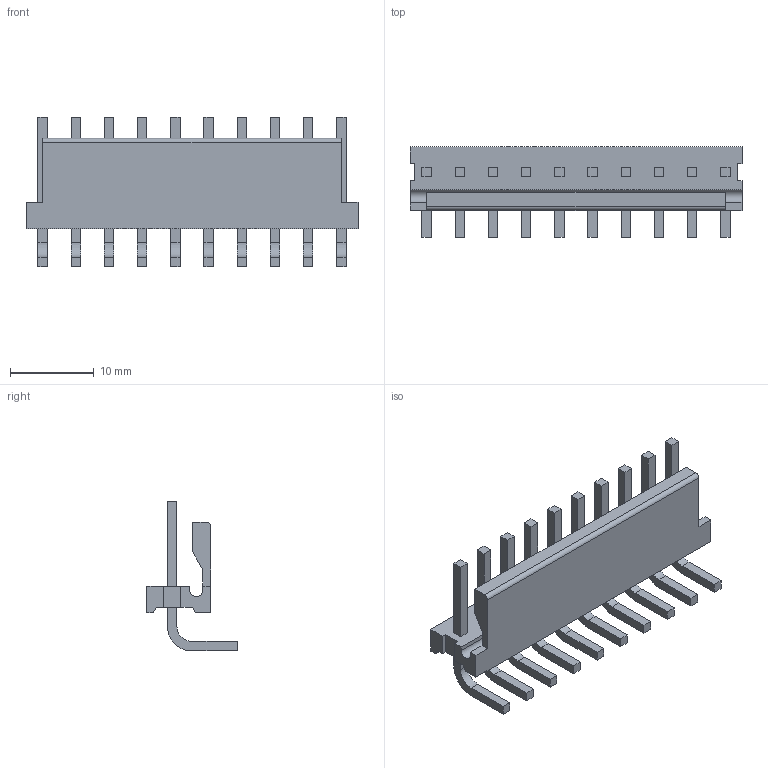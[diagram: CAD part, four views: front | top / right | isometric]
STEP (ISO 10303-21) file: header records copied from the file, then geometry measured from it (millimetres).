
FILE_DESCRIPTION((''),'2;1');
FILE_NAME('C-1-640387-0','2012-10-18T',('workeradm'),('Tyco Electronics Ltd.'),'PRO/ENGINEER BY PARAMETRIC TECHNOLOGY CORPORATION, 2010430','PRO/ENGINEER BY PARAMETRIC TECHNOLOGY CORPORATION, 2010430','');
FILE_SCHEMA(('AUTOMOTIVE_DESIGN { 1 0 10303 214 1 1 1 1 }'));
Length unit declared in the file: millimetre
Products named in the file (1): C-1-640387-0
Bounding box: 39.62 x 10.79 x 17.89 mm (x, y, z)
Volume: 1503.5 mm3; surface area: 2599.6 mm2
Topology: 1 solids, 1 shells, 169 faces, 441 edges, 294 vertices
Faces by surface type: plane 147, cylinder 22
Entity records: 5432 total; most frequent: CARTESIAN_POINT 906, ORIENTED_EDGE 882, DIRECTION 823, EDGE_CURVE 441, VECTOR 397, LINE 397, VERTEX_POINT 294, AXIS2_PLACEMENT_3D 213
